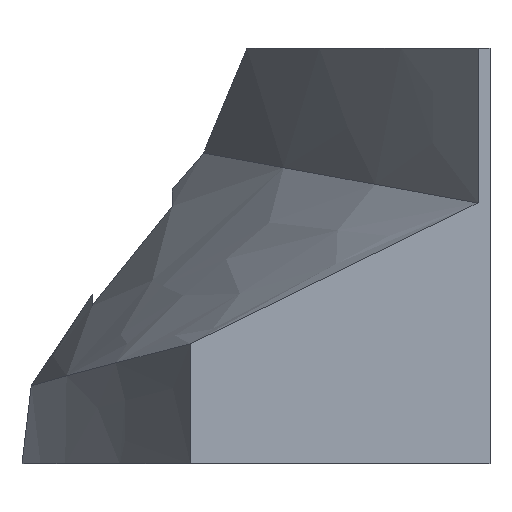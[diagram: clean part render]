
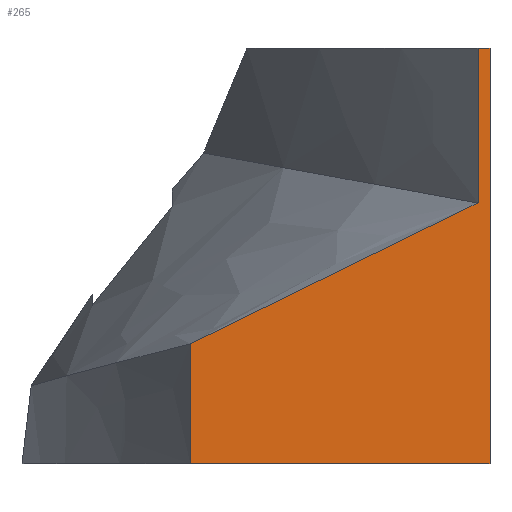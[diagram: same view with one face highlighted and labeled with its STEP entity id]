
A CAD part, front view. The second image highlights one B-rep face of the part: STEP entity #265.
In plain terms, the highlighted planar face has unit normal (0, -1, 0).
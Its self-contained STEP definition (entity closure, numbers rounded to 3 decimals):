
#30=FACE_OUTER_BOUND('',#45,.T.);
#45=EDGE_LOOP('',(#225,#226,#227,#228,#229,#230));
#62=B_SPLINE_CURVE_WITH_KNOTS('',3,(#848,#849,#850,#851,#852,#853,#854,
#855,#856,#857,#858,#859,#860,#861,#862,#863,#864,#865,#866,#867,#868,#869,
#870,#871,#872,#873,#874,#875,#876,#877,#878,#879,#880,#881,#882,#883,#884,
#885,#886,#887,#888,#889,#890,#891,#892,#893,#894,#895,#896,#897,#898,#899,
#900,#901,#902,#903,#904,#905,#906,#907,#908,#909,#910,#911),
 .UNSPECIFIED.,.F.,.F.,(4,3,3,3,3,3,3,3,3,3,3,3,3,3,3,3,3,3,3,3,3,4),(-9.69,
-9.316,-9.261,-9.206,-8.99,
-8.87,-8.812,-8.674,-8.632,
-8.592,-7.518,-7.216,-6.96,
-6.807,-5.106,-4.467,-4.153,
-3.93,-3.711,-2.465,-2.101,
0.),.UNSPECIFIED.);
#71=LINE('',#390,#93);
#74=LINE('',#402,#96);
#81=LINE('',#841,#103);
#83=LINE('',#845,#105);
#84=LINE('',#847,#106);
#93=VECTOR('',#307,10.);
#96=VECTOR('',#312,10.);
#103=VECTOR('',#329,10.);
#105=VECTOR('',#333,10.);
#106=VECTOR('',#334,10.);
#118=VERTEX_POINT('',#387);
#119=VERTEX_POINT('',#389);
#121=VERTEX_POINT('',#400);
#129=VERTEX_POINT('',#840);
#130=VERTEX_POINT('',#844);
#131=VERTEX_POINT('',#846);
#143=EDGE_CURVE('',#119,#118,#71,.T.);
#147=EDGE_CURVE('',#118,#121,#74,.T.);
#162=EDGE_CURVE('',#129,#119,#81,.T.);
#164=EDGE_CURVE('',#130,#129,#83,.T.);
#165=EDGE_CURVE('',#121,#131,#84,.T.);
#166=EDGE_CURVE('',#131,#130,#62,.T.);
#225=ORIENTED_EDGE('',*,*,#164,.T.);
#226=ORIENTED_EDGE('',*,*,#162,.T.);
#227=ORIENTED_EDGE('',*,*,#143,.T.);
#228=ORIENTED_EDGE('',*,*,#147,.T.);
#229=ORIENTED_EDGE('',*,*,#165,.T.);
#230=ORIENTED_EDGE('',*,*,#166,.T.);
#251=PLANE('',#291);
#265=ADVANCED_FACE('',(#30),#251,.F.);
#291=AXIS2_PLACEMENT_3D('',#843,#331,#332);
#307=DIRECTION('',(0.,0.,1.));
#312=DIRECTION('',(-1.,0.,0.));
#329=DIRECTION('',(1.,0.,0.));
#331=DIRECTION('center_axis',(0.,1.,0.));
#332=DIRECTION('ref_axis',(0.,0.,1.));
#333=DIRECTION('',(0.,0.,-1.));
#334=DIRECTION('',(0.,0.,-1.));
#387=CARTESIAN_POINT('',(-91.265,-356.845,112.667));
#389=CARTESIAN_POINT('',(-91.265,-356.845,-147.333));
#390=CARTESIAN_POINT('',(-91.265,-356.845,-17.333));
#400=CARTESIAN_POINT('',(-98.759,-356.845,112.667));
#402=CARTESIAN_POINT('',(-251.265,-356.845,112.667));
#840=CARTESIAN_POINT('',(-278.513,-356.845,-147.333));
#841=CARTESIAN_POINT('',(-251.265,-356.845,-147.333));
#843=CARTESIAN_POINT('Origin',(-251.265,-356.845,-17.333));
#844=CARTESIAN_POINT('',(-278.513,-356.845,-72.241));
#845=CARTESIAN_POINT('',(-278.513,-356.845,-44.787));
#846=CARTESIAN_POINT('',(-98.759,-356.845,15.835));
#847=CARTESIAN_POINT('',(-98.759,-356.845,126.719));
#848=CARTESIAN_POINT('Ctrl Pts',(-98.759,-356.845,15.835));
#849=CARTESIAN_POINT('Ctrl Pts',(-104.381,-356.845,13.035));
#850=CARTESIAN_POINT('Ctrl Pts',(-108.703,-356.845,10.932));
#851=CARTESIAN_POINT('Ctrl Pts',(-115.101,-356.845,7.806));
#852=CARTESIAN_POINT('Ctrl Pts',(-116.052,-356.845,7.341));
#853=CARTESIAN_POINT('Ctrl Pts',(-117.048,-356.845,6.854));
#854=CARTESIAN_POINT('Ctrl Pts',(-118.102,-356.845,6.339));
#855=CARTESIAN_POINT('Ctrl Pts',(-119.139,-356.845,5.832));
#856=CARTESIAN_POINT('Ctrl Pts',(-120.162,-356.845,5.331));
#857=CARTESIAN_POINT('Ctrl Pts',(-121.132,-356.845,4.856));
#858=CARTESIAN_POINT('Ctrl Pts',(-124.965,-356.845,2.978));
#859=CARTESIAN_POINT('Ctrl Pts',(-128.222,-356.845,1.377));
#860=CARTESIAN_POINT('Ctrl Pts',(-131.736,-356.845,-0.351));
#861=CARTESIAN_POINT('Ctrl Pts',(-133.686,-356.845,-1.309));
#862=CARTESIAN_POINT('Ctrl Pts',(-135.716,-356.845,-2.307));
#863=CARTESIAN_POINT('Ctrl Pts',(-137.967,-356.845,-3.413));
#864=CARTESIAN_POINT('Ctrl Pts',(-139.064,-356.845,-3.952));
#865=CARTESIAN_POINT('Ctrl Pts',(-140.299,-356.845,-4.559));
#866=CARTESIAN_POINT('Ctrl Pts',(-141.565,-356.845,-5.18));
#867=CARTESIAN_POINT('Ctrl Pts',(-144.549,-356.845,-6.645));
#868=CARTESIAN_POINT('Ctrl Pts',(-147.698,-356.845,-8.188));
#869=CARTESIAN_POINT('Ctrl Pts',(-149.547,-356.845,-9.094));
#870=CARTESIAN_POINT('Ctrl Pts',(-150.111,-356.845,-9.371));
#871=CARTESIAN_POINT('Ctrl Pts',(-150.554,-356.845,-9.588));
#872=CARTESIAN_POINT('Ctrl Pts',(-150.834,-356.845,-9.726));
#873=CARTESIAN_POINT('Ctrl Pts',(-151.1,-356.845,-9.856));
#874=CARTESIAN_POINT('Ctrl Pts',(-151.19,-356.845,-9.9));
#875=CARTESIAN_POINT('Ctrl Pts',(-151.327,-356.845,-9.967));
#876=CARTESIAN_POINT('Ctrl Pts',(-155.013,-356.845,-11.774));
#877=CARTESIAN_POINT('Ctrl Pts',(-158.699,-356.845,-13.581));
#878=CARTESIAN_POINT('Ctrl Pts',(-162.385,-356.845,-15.388));
#879=CARTESIAN_POINT('Ctrl Pts',(-163.421,-356.845,-15.896));
#880=CARTESIAN_POINT('Ctrl Pts',(-164.457,-356.845,-16.405));
#881=CARTESIAN_POINT('Ctrl Pts',(-165.493,-356.845,-16.913));
#882=CARTESIAN_POINT('Ctrl Pts',(-166.371,-356.845,-17.343));
#883=CARTESIAN_POINT('Ctrl Pts',(-167.249,-356.845,-17.774));
#884=CARTESIAN_POINT('Ctrl Pts',(-168.126,-356.845,-18.204));
#885=CARTESIAN_POINT('Ctrl Pts',(-168.651,-356.845,-18.462));
#886=CARTESIAN_POINT('Ctrl Pts',(-169.193,-356.845,-18.727));
#887=CARTESIAN_POINT('Ctrl Pts',(-169.847,-356.845,-19.048));
#888=CARTESIAN_POINT('Ctrl Pts',(-177.128,-356.845,-22.62));
#889=CARTESIAN_POINT('Ctrl Pts',(-194.817,-356.845,-31.286));
#890=CARTESIAN_POINT('Ctrl Pts',(-210.899,-356.845,-39.164));
#891=CARTESIAN_POINT('Ctrl Pts',(-216.93,-356.845,-42.119));
#892=CARTESIAN_POINT('Ctrl Pts',(-222.737,-356.845,-44.96));
#893=CARTESIAN_POINT('Ctrl Pts',(-227.684,-356.845,-47.38));
#894=CARTESIAN_POINT('Ctrl Pts',(-230.121,-356.845,-48.572));
#895=CARTESIAN_POINT('Ctrl Pts',(-232.349,-356.845,-49.661));
#896=CARTESIAN_POINT('Ctrl Pts',(-234.293,-356.845,-50.612));
#897=CARTESIAN_POINT('Ctrl Pts',(-235.675,-356.845,-51.288));
#898=CARTESIAN_POINT('Ctrl Pts',(-236.913,-356.845,-51.894));
#899=CARTESIAN_POINT('Ctrl Pts',(-237.98,-356.845,-52.417));
#900=CARTESIAN_POINT('Ctrl Pts',(-239.026,-356.845,-52.929));
#901=CARTESIAN_POINT('Ctrl Pts',(-239.977,-356.845,-53.395));
#902=CARTESIAN_POINT('Ctrl Pts',(-240.917,-356.845,-53.855));
#903=CARTESIAN_POINT('Ctrl Pts',(-246.264,-356.845,-56.475));
#904=CARTESIAN_POINT('Ctrl Pts',(-250.488,-356.845,-58.549));
#905=CARTESIAN_POINT('Ctrl Pts',(-255.316,-356.845,-60.908));
#906=CARTESIAN_POINT('Ctrl Pts',(-256.725,-356.845,-61.596));
#907=CARTESIAN_POINT('Ctrl Pts',(-258.228,-356.845,-62.329));
#908=CARTESIAN_POINT('Ctrl Pts',(-259.592,-356.845,-62.994));
#909=CARTESIAN_POINT('Ctrl Pts',(-267.471,-356.845,-66.833));
#910=CARTESIAN_POINT('Ctrl Pts',(-272.237,-356.845,-69.129));
#911=CARTESIAN_POINT('Ctrl Pts',(-278.513,-356.845,-72.241));
